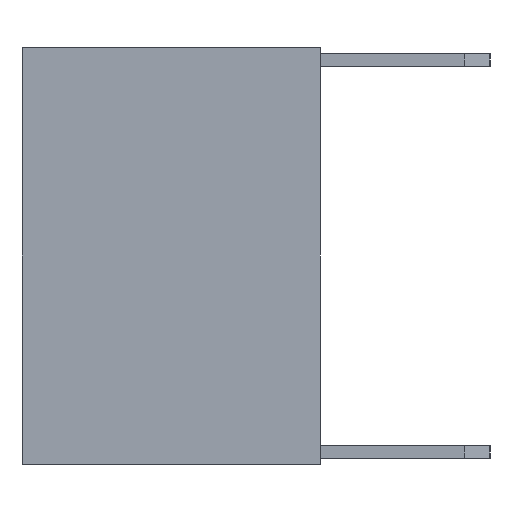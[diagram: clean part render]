
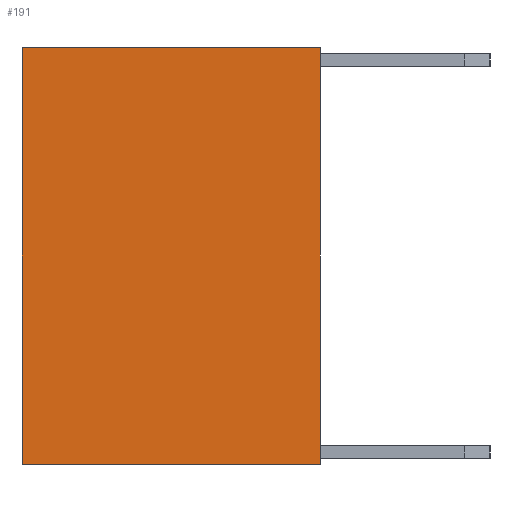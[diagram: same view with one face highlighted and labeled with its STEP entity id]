
A CAD part, left-side view. The second image highlights one B-rep face of the part: STEP entity #191.
In plain terms, the highlighted planar face has unit normal (-1, 0, 0).
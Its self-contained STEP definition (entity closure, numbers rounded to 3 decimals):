
#191=ADVANCED_FACE('',(#2435),#1313,.T.);
#1313=PLANE('',#20248);
#2435=FACE_OUTER_BOUND('',#3619,.T.);
#3619=EDGE_LOOP('',(#5274,#5275,#5276,#5277));
#5274=ORIENTED_EDGE('',*,*,#12116,.T.);
#5275=ORIENTED_EDGE('',*,*,#12372,.T.);
#5276=ORIENTED_EDGE('',*,*,#12466,.F.);
#5277=ORIENTED_EDGE('',*,*,#12467,.T.);
#10372=VERTEX_POINT('',#26598);
#10373=VERTEX_POINT('',#26600);
#10627=VERTEX_POINT('',#27110);
#10690=VERTEX_POINT('',#27270);
#12116=EDGE_CURVE('',#10373,#10372,#14856,.T.);
#12372=EDGE_CURVE('',#10372,#10627,#15112,.T.);
#12466=EDGE_CURVE('',#10690,#10627,#15206,.T.);
#12467=EDGE_CURVE('',#10690,#10373,#15207,.T.);
#14856=LINE('',#26599,#17596);
#15112=LINE('',#27111,#17852);
#15206=LINE('',#27269,#17946);
#15207=LINE('',#27271,#17947);
#17596=VECTOR('',#21521,1.);
#17852=VECTOR('',#21779,1.);
#17946=VECTOR('',#21877,1.);
#17947=VECTOR('',#21878,1.);
#20248=AXIS2_PLACEMENT_3D('',#27272,#21879,#21880);
#21521=DIRECTION('',(0.,0.,1.));
#21779=DIRECTION('',(0.,1.,0.));
#21877=DIRECTION('',(0.,0.,1.));
#21878=DIRECTION('',(0.,-1.,0.));
#21879=DIRECTION('',(-1.,0.,0.));
#21880=DIRECTION('',(0.,0.,1.));
#26598=CARTESIAN_POINT('',(0.,0.,8.1));
#26599=CARTESIAN_POINT('',(0.,0.,0.));
#26600=CARTESIAN_POINT('',(0.,0.,0.));
#27110=CARTESIAN_POINT('',(0.,5.8,8.1));
#27111=CARTESIAN_POINT('',(0.,2.9,8.1));
#27269=CARTESIAN_POINT('',(0.,5.8,0.));
#27270=CARTESIAN_POINT('',(0.,5.8,0.));
#27271=CARTESIAN_POINT('',(0.,2.9,0.));
#27272=CARTESIAN_POINT('',(0.,2.9,0.));
